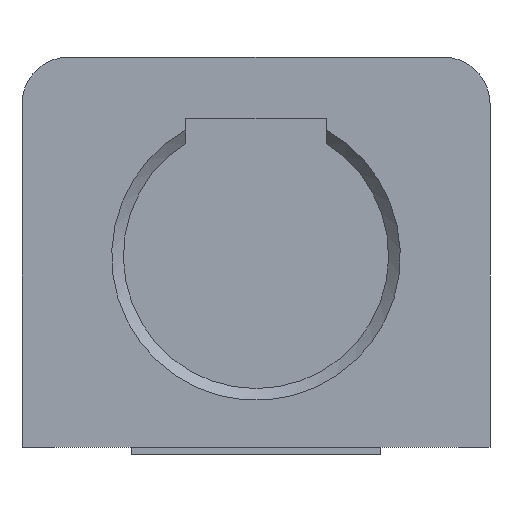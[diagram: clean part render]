
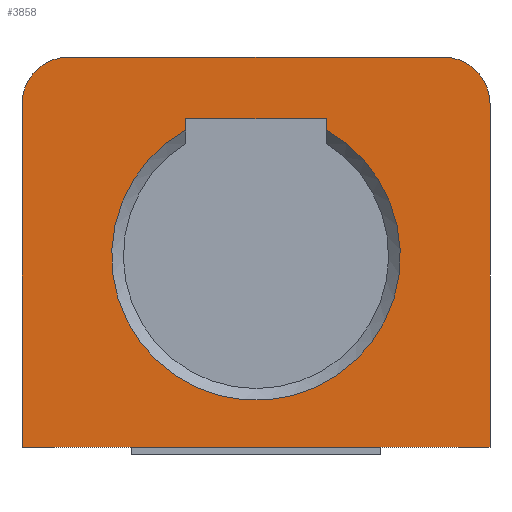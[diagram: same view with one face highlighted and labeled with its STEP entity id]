
A CAD part, front view. The second image highlights one B-rep face of the part: STEP entity #3858.
In plain terms, the highlighted planar face has unit normal (0, -1, 0).
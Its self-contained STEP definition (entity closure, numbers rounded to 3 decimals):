
#425=FACE_BOUND('',#699,.T.);
#438=CIRCLE('',#4088,0.925);
#440=CIRCLE('',#4091,0.3);
#441=CIRCLE('',#4092,0.3);
#482=FACE_OUTER_BOUND('',#698,.T.);
#698=EDGE_LOOP('',(#2632,#2633,#2634,#2635,#2636,#2637));
#699=EDGE_LOOP('',(#2638,#2639,#2640,#2641));
#925=LINE('',#4689,#1247);
#939=LINE('',#4718,#1261);
#955=LINE('',#4763,#1277);
#956=LINE('',#4767,#1278);
#957=LINE('',#4770,#1279);
#958=LINE('',#4772,#1280);
#959=LINE('',#4773,#1281);
#1247=VECTOR('',#4185,10.);
#1261=VECTOR('',#4209,10.);
#1277=VECTOR('',#4243,10.);
#1278=VECTOR('',#4246,10.);
#1279=VECTOR('',#4249,10.);
#1280=VECTOR('',#4250,10.);
#1281=VECTOR('',#4251,10.);
#1565=VERTEX_POINT('',#4686);
#1566=VERTEX_POINT('',#4688);
#1575=VERTEX_POINT('',#4715);
#1576=VERTEX_POINT('',#4717);
#1588=VERTEX_POINT('',#4751);
#1589=VERTEX_POINT('',#4755);
#1591=VERTEX_POINT('',#4764);
#1592=VERTEX_POINT('',#4766);
#1593=VERTEX_POINT('',#4769);
#1594=VERTEX_POINT('',#4771);
#1971=EDGE_CURVE('',#1566,#1565,#925,.T.);
#1985=EDGE_CURVE('',#1576,#1575,#939,.T.);
#2002=EDGE_CURVE('',#1588,#1589,#438,.T.);
#2005=EDGE_CURVE('',#1575,#1566,#955,.T.);
#2006=EDGE_CURVE('',#1565,#1591,#440,.T.);
#2007=EDGE_CURVE('',#1591,#1592,#956,.T.);
#2008=EDGE_CURVE('',#1592,#1576,#441,.T.);
#2009=EDGE_CURVE('',#1588,#1593,#957,.T.);
#2010=EDGE_CURVE('',#1593,#1594,#958,.T.);
#2011=EDGE_CURVE('',#1594,#1589,#959,.T.);
#2632=ORIENTED_EDGE('',*,*,#1985,.T.);
#2633=ORIENTED_EDGE('',*,*,#2005,.T.);
#2634=ORIENTED_EDGE('',*,*,#1971,.T.);
#2635=ORIENTED_EDGE('',*,*,#2006,.T.);
#2636=ORIENTED_EDGE('',*,*,#2007,.T.);
#2637=ORIENTED_EDGE('',*,*,#2008,.T.);
#2638=ORIENTED_EDGE('',*,*,#2002,.F.);
#2639=ORIENTED_EDGE('',*,*,#2009,.T.);
#2640=ORIENTED_EDGE('',*,*,#2010,.T.);
#2641=ORIENTED_EDGE('',*,*,#2011,.T.);
#3781=PLANE('',#4090);
#3858=ADVANCED_FACE('',(#482,#425),#3781,.F.);
#4088=AXIS2_PLACEMENT_3D('',#4756,#4237,#4238);
#4090=AXIS2_PLACEMENT_3D('',#4762,#4241,#4242);
#4091=AXIS2_PLACEMENT_3D('',#4765,#4244,#4245);
#4092=AXIS2_PLACEMENT_3D('',#4768,#4247,#4248);
#4185=DIRECTION('',(0.,0.,1.));
#4209=DIRECTION('',(0.,0.,-1.));
#4237=DIRECTION('center_axis',(0.,-1.,0.));
#4238=DIRECTION('ref_axis',(1.,0.,0.));
#4241=DIRECTION('center_axis',(0.,1.,0.));
#4242=DIRECTION('ref_axis',(1.,0.,0.));
#4243=DIRECTION('',(1.,0.,0.));
#4244=DIRECTION('center_axis',(0.,-1.,0.));
#4245=DIRECTION('ref_axis',(0.,0.,1.));
#4246=DIRECTION('',(-1.,0.,0.));
#4247=DIRECTION('center_axis',(0.,-1.,0.));
#4248=DIRECTION('ref_axis',(-1.,0.,0.));
#4249=DIRECTION('',(0.,0.,1.));
#4250=DIRECTION('',(1.,0.,0.));
#4251=DIRECTION('',(0.,0.,-1.));
#4686=CARTESIAN_POINT('',(1.5,-3.5,2.25));
#4688=CARTESIAN_POINT('',(1.5,-3.5,0.05));
#4689=CARTESIAN_POINT('',(1.5,-3.5,2.25));
#4715=CARTESIAN_POINT('',(-1.5,-3.5,0.05));
#4717=CARTESIAN_POINT('',(-1.5,-3.5,2.25));
#4718=CARTESIAN_POINT('',(-1.5,-3.5,0.05));
#4751=CARTESIAN_POINT('',(-0.45,-3.5,2.083));
#4755=CARTESIAN_POINT('',(0.45,-3.5,2.083));
#4756=CARTESIAN_POINT('Origin',(0.,-3.5,1.275));
#4762=CARTESIAN_POINT('Origin',(0.,-3.5,1.3));
#4763=CARTESIAN_POINT('',(-1.5,-3.5,0.05));
#4764=CARTESIAN_POINT('',(1.2,-3.5,2.55));
#4765=CARTESIAN_POINT('Origin',(1.2,-3.5,2.25));
#4766=CARTESIAN_POINT('',(-1.2,-3.5,2.55));
#4767=CARTESIAN_POINT('',(-1.2,-3.5,2.55));
#4768=CARTESIAN_POINT('Origin',(-1.2,-3.5,2.25));
#4769=CARTESIAN_POINT('',(-0.45,-3.5,2.155));
#4770=CARTESIAN_POINT('',(-0.45,-3.5,1.648));
#4771=CARTESIAN_POINT('',(0.45,-3.5,2.155));
#4772=CARTESIAN_POINT('',(-0.225,-3.5,2.155));
#4773=CARTESIAN_POINT('',(0.45,-3.5,1.728));
